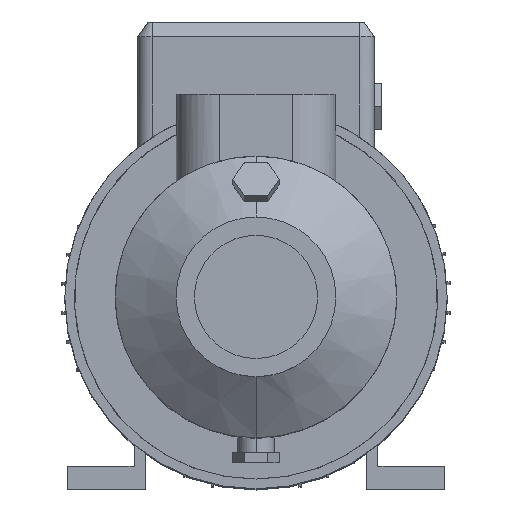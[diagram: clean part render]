
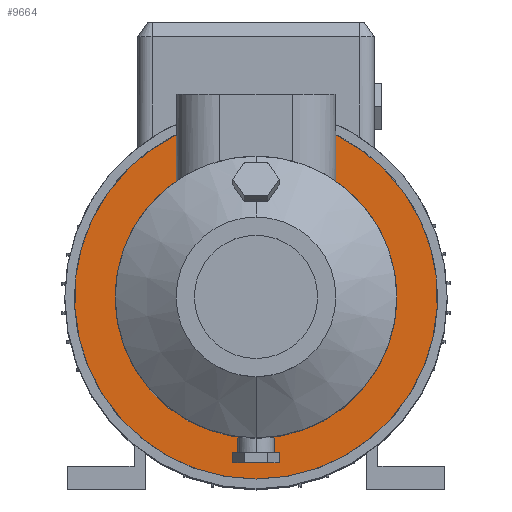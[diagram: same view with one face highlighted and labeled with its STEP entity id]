
A CAD part, top view. The second image highlights one B-rep face of the part: STEP entity #9664.
In plain terms, the highlighted planar face has unit normal (0, 0, 1).
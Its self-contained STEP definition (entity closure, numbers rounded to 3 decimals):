
#379 = DIRECTION ( 'NONE',  ( 0., 0., 1. ) ) ;
#646 = DIRECTION ( 'NONE',  ( 0., 1., 0. ) ) ;
#699 = DIRECTION ( 'NONE',  ( 0., 0., 1. ) ) ;
#765 = DIRECTION ( 'NONE',  ( 0., -1., 0. ) ) ;
#801 = CARTESIAN_POINT ( 'NONE',  ( -55., 79.9, -58. ) ) ;
#1077 = EDGE_CURVE ( 'NONE', #7305, #5952, #10234, .T. ) ;
#1154 = LINE ( 'NONE', #6516, #3248 ) ;
#1274 = CARTESIAN_POINT ( 'NONE',  ( 55., 112.25, -58. ) ) ;
#1319 = ORIENTED_EDGE ( 'NONE', *, *, #3141, .F. ) ;
#1321 = CIRCLE ( 'NONE', #7777, 125. ) ;
#1416 = DIRECTION ( 'NONE',  ( 0., -1., 0. ) ) ;
#1499 = DIRECTION ( 'NONE',  ( 0., 0., -1. ) ) ;
#1548 = FACE_OUTER_BOUND ( 'NONE', #6282, .T. ) ;
#1573 = CIRCLE ( 'NONE', #8047, 97. ) ;
#1575 = DIRECTION ( 'NONE',  ( 0., 1., 0. ) ) ;
#1726 = DIRECTION ( 'NONE',  ( 0., 0., 1. ) ) ;
#1740 = CARTESIAN_POINT ( 'NONE',  ( 55., -131.702, -58. ) ) ;
#2190 = EDGE_CURVE ( 'NONE', #2500, #2208, #2598, .T. ) ;
#2206 = ORIENTED_EDGE ( 'NONE', *, *, #3657, .T. ) ;
#2208 = VERTEX_POINT ( 'NONE', #1274 ) ;
#2350 = CARTESIAN_POINT ( 'NONE',  ( 0., 0., -58. ) ) ;
#2500 = VERTEX_POINT ( 'NONE', #4766 ) ;
#2598 = LINE ( 'NONE', #1740, #2830 ) ;
#2764 = ORIENTED_EDGE ( 'NONE', *, *, #5764, .F. ) ;
#2830 = VECTOR ( 'NONE', #1575, 1000. ) ;
#3132 = DIRECTION ( 'NONE',  ( 0., -1., 0. ) ) ;
#3141 = EDGE_CURVE ( 'NONE', #11303, #8601, #1573, .T. ) ;
#3248 = VECTOR ( 'NONE', #9113, 1000. ) ;
#3657 = EDGE_CURVE ( 'NONE', #11303, #7305, #1154, .T. ) ;
#4766 = CARTESIAN_POINT ( 'NONE',  ( 55., 79.9, -58. ) ) ;
#5045 = CARTESIAN_POINT ( 'NONE',  ( 0., -97., -58. ) ) ;
#5764 = EDGE_CURVE ( 'NONE', #8601, #2500, #11011, .T. ) ;
#5952 = VERTEX_POINT ( 'NONE', #10537 ) ;
#6282 = EDGE_LOOP ( 'NONE', ( #10798, #2764, #1319, #2206, #7253, #9851 ) ) ;
#6516 = CARTESIAN_POINT ( 'NONE',  ( -55., -131.702, -58. ) ) ;
#6818 = CARTESIAN_POINT ( 'NONE',  ( 0., 97., -58. ) ) ;
#6845 = AXIS2_PLACEMENT_3D ( 'NONE', #6818, #1499, #646 ) ;
#7253 = ORIENTED_EDGE ( 'NONE', *, *, #1077, .T. ) ;
#7305 = VERTEX_POINT ( 'NONE', #10823 ) ;
#7712 = DIRECTION ( 'NONE',  ( 0., 0., 1. ) ) ;
#7777 = AXIS2_PLACEMENT_3D ( 'NONE', #10365, #7712, #1416 ) ;
#7858 = CARTESIAN_POINT ( 'NONE',  ( 0., 0., -58. ) ) ;
#8029 = AXIS2_PLACEMENT_3D ( 'NONE', #2350, #699, #11368 ) ;
#8047 = AXIS2_PLACEMENT_3D ( 'NONE', #7858, #1726, #765 ) ;
#8545 = PLANE ( 'NONE',  #6845 ) ;
#8601 = VERTEX_POINT ( 'NONE', #5045 ) ;
#9113 = DIRECTION ( 'NONE',  ( 0., 1., 0. ) ) ;
#9538 = AXIS2_PLACEMENT_3D ( 'NONE', #11054, #379, #3132 ) ;
#9664 = ADVANCED_FACE ( 'NONE', ( #1548 ), #8545, .F. ) ;
#9851 = ORIENTED_EDGE ( 'NONE', *, *, #9993, .T. ) ;
#9993 = EDGE_CURVE ( 'NONE', #5952, #2208, #1321, .T. ) ;
#10234 = CIRCLE ( 'NONE', #8029, 125. ) ;
#10365 = CARTESIAN_POINT ( 'NONE',  ( 0., 0., -58. ) ) ;
#10537 = CARTESIAN_POINT ( 'NONE',  ( 0., -125., -58. ) ) ;
#10798 = ORIENTED_EDGE ( 'NONE', *, *, #2190, .F. ) ;
#10823 = CARTESIAN_POINT ( 'NONE',  ( -55., 112.25, -58. ) ) ;
#11011 = CIRCLE ( 'NONE', #9538, 97. ) ;
#11054 = CARTESIAN_POINT ( 'NONE',  ( 0., 0., -58. ) ) ;
#11303 = VERTEX_POINT ( 'NONE', #801 ) ;
#11368 = DIRECTION ( 'NONE',  ( 0., -1., 0. ) ) ;
